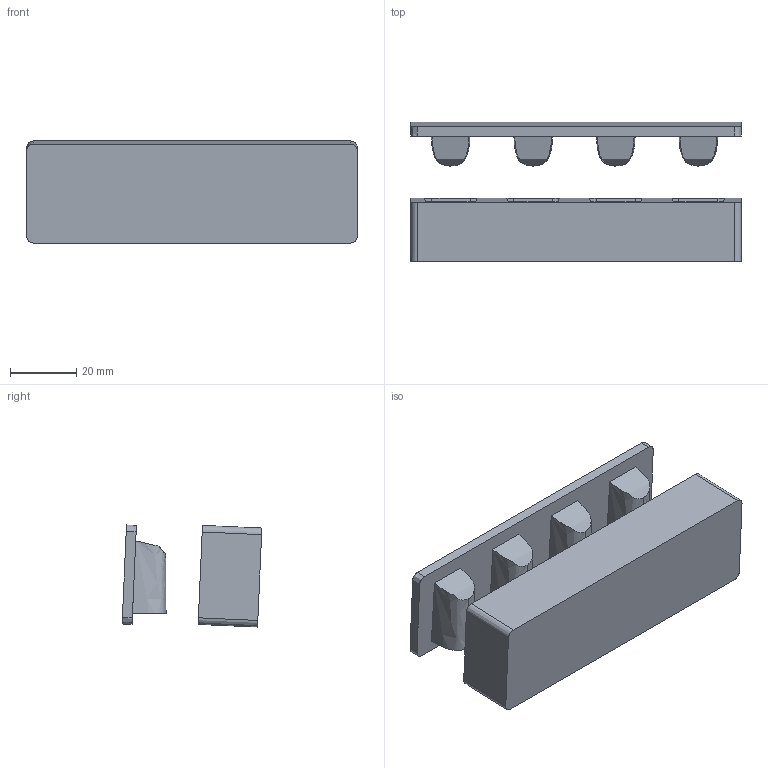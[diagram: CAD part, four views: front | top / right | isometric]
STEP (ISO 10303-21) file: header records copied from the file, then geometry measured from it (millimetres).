
FILE_DESCRIPTION(/* description */ (''),/* implementation_level */ '2;1');
FILE_NAME(/* name */ 'Proximal_Pad_Mold.stp',/* time_stamp */ '2025-10-07T16:22:14-07:00',/* author */ (''),/* organization */ (''),/* preprocessor_version */ 'ST-DEVELOPER v20',/* originating_system */ 'SIEMENS PLM Software NX2412.6001',/* authorisation */ '');
FILE_SCHEMA (('AP203_CONFIGURATION_CONTROLLED_3D_DESIGN_OF_MECHANICAL_PARTS_AND_ASSEMBLIES_MIM_LF { 1 0 10303 403 2 1 2}'));
Length unit declared in the file: millimetre
Products named in the file (1): Proximal_Pad_Mold_objects
Bounding box: 100 x 42.3 x 30.89 mm (x, y, z)
Volume: 58466.7 mm3; surface area: 21686.3 mm2
Topology: 2 solids, 2 shells, 178 faces, 485 edges, 318 vertices
Faces by surface type: plane 123, bspline 40, extrusion 15
Entity records: 9790 total; most frequent: CARTESIAN_POINT 5919, ORIENTED_EDGE 938, EDGE_CURVE 469, DIRECTION 398, B_SPLINE_CURVE_WITH_KNOTS 349, VERTEX_POINT 318, EDGE_LOOP 201, ADVANCED_FACE 178
